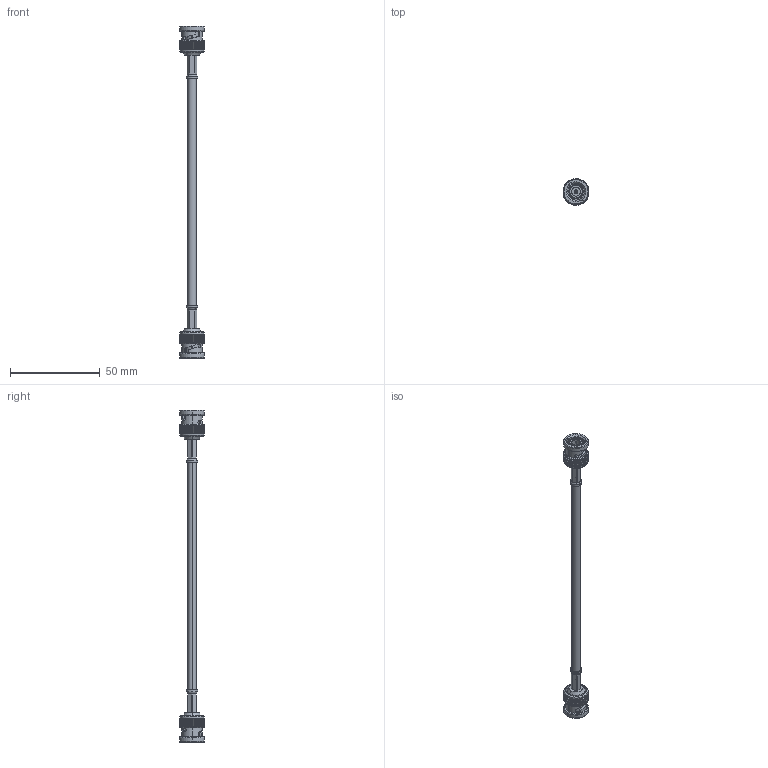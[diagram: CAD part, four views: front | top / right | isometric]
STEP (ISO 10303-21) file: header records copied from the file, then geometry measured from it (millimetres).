
FILE_DESCRIPTION (( 'STEP AP203' ), '1' );
FILE_NAME ('PE3067.step', '2018-08-02T19:52:31', ( '' ), ( '' ), 'SwSTEP 2.0', 'SolidWorks 2017', '' );
FILE_SCHEMA (( 'CONFIG_CONTROL_DESIGN' ));
Length unit declared in the file: inch
Products named in the file (3): PE4016_CRIMPED; PE3067; Coax Cable_RG58
Assembly tree (3 placements, depth 2):
  PE3067
    Coax Cable_RG58
    PE4016_CRIMPED  x2
Bounding box: 14.47 x 14.47 x 185.04 mm (x, y, z)
Volume: 5751.7 mm3; surface area: 7179.4 mm2
Topology: 3 solids, 5 shells, 1024 faces, 2428 edges, 1440 vertices
Faces by surface type: plane 364, cylinder 316, cone 308, bspline 32, sphere 4
Entity records: 17720 total; most frequent: CARTESIAN_POINT 6139, ORIENTED_EDGE 2434, DIRECTION 2254, EDGE_CURVE 1217, AXIS2_PLACEMENT_3D 934, VERTEX_POINT 722, EDGE_LOOP 533, FACE_OUTER_BOUND 514
